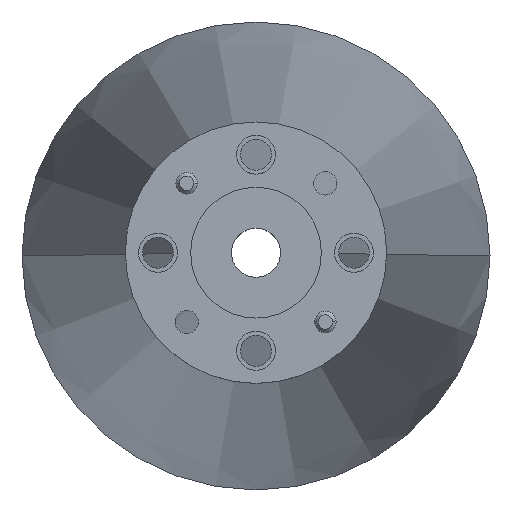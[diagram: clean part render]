
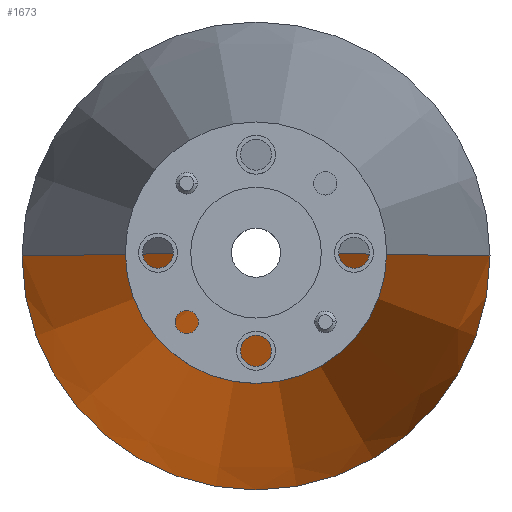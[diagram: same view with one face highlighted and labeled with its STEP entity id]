
A CAD part, top view. The second image highlights one B-rep face of the part: STEP entity #1673.
In plain terms, the highlighted conical face has half-angle 6.167 degrees and reference radius 3.061 mm.
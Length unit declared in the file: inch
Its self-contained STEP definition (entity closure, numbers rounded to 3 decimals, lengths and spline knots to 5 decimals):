
#42 = CIRCLE ( 'NONE', #490, 0.67132 ) ;
#55 = DIRECTION ( 'NONE',  ( 0., 0., -1. ) ) ;
#100 = LINE ( 'NONE', #1492, #859 ) ;
#122 = LINE ( 'NONE', #256, #1150 ) ;
#138 = VERTEX_POINT ( 'NONE', #1274 ) ;
#224 = VERTEX_POINT ( 'NONE', #1082 ) ;
#256 = CARTESIAN_POINT ( 'NONE',  ( -0.1205, 0., -0.343 ) ) ;
#340 = AXIS2_PLACEMENT_3D ( 'NONE', #1431, #55, #1127 ) ;
#348 = CARTESIAN_POINT ( 'NONE',  ( 0., 0., -0.343 ) ) ;
#372 = EDGE_CURVE ( 'NONE', #1838, #568, #1880, .T. ) ;
#408 = CARTESIAN_POINT ( 'NONE',  ( 0., 0., -5.44093 ) ) ;
#440 = DIRECTION ( 'NONE',  ( -1., 0., 0. ) ) ;
#490 = AXIS2_PLACEMENT_3D ( 'NONE', #408, #1480, #440 ) ;
#492 = CARTESIAN_POINT ( 'NONE',  ( -0.1205, 0., -0.343 ) ) ;
#568 = VERTEX_POINT ( 'NONE', #492 ) ;
#594 = ORIENTED_EDGE ( 'NONE', *, *, #1406, .T. ) ;
#679 = DIRECTION ( 'NONE',  ( 0., 0., -1. ) ) ;
#722 = DIRECTION ( 'NONE',  ( -0.107, 0., -0.994 ) ) ;
#859 = VECTOR ( 'NONE', #1942, 39.37008 ) ;
#874 = CARTESIAN_POINT ( 'NONE',  ( 0.1205, 0., -0.343 ) ) ;
#991 = FACE_OUTER_BOUND ( 'NONE', #1340, .T. ) ;
#1082 = CARTESIAN_POINT ( 'NONE',  ( -0.67132, 0., -5.44093 ) ) ;
#1110 = AXIS2_PLACEMENT_3D ( 'NONE', #348, #679, #1144 ) ;
#1127 = DIRECTION ( 'NONE',  ( -1., 0., 0. ) ) ;
#1137 = ORIENTED_EDGE ( 'NONE', *, *, #1805, .T. ) ;
#1144 = DIRECTION ( 'NONE',  ( -1., 0., 0. ) ) ;
#1150 = VECTOR ( 'NONE', #722, 39.37008 ) ;
#1274 = CARTESIAN_POINT ( 'NONE',  ( 0.67132, 0., -5.44093 ) ) ;
#1340 = EDGE_LOOP ( 'NONE', ( #1862, #1679, #1137, #594 ) ) ;
#1406 = EDGE_CURVE ( 'NONE', #224, #138, #42, .T. ) ;
#1431 = CARTESIAN_POINT ( 'NONE',  ( 0., 0., -0.343 ) ) ;
#1480 = DIRECTION ( 'NONE',  ( 0., 0., 1. ) ) ;
#1492 = CARTESIAN_POINT ( 'NONE',  ( 0.1205, 0., -0.343 ) ) ;
#1673 = ADVANCED_FACE ( 'NONE', ( #991 ), #1723, .T. ) ;
#1679 = ORIENTED_EDGE ( 'NONE', *, *, #372, .T. ) ;
#1723 = CONICAL_SURFACE ( 'NONE', #340, 0.1205, 0.108 ) ;
#1805 = EDGE_CURVE ( 'NONE', #568, #224, #122, .T. ) ;
#1811 = EDGE_CURVE ( 'NONE', #1838, #138, #100, .T. ) ;
#1838 = VERTEX_POINT ( 'NONE', #874 ) ;
#1862 = ORIENTED_EDGE ( 'NONE', *, *, #1811, .F. ) ;
#1880 = CIRCLE ( 'NONE', #1110, 0.1205 ) ;
#1942 = DIRECTION ( 'NONE',  ( 0.107, 0., -0.994 ) ) ;
